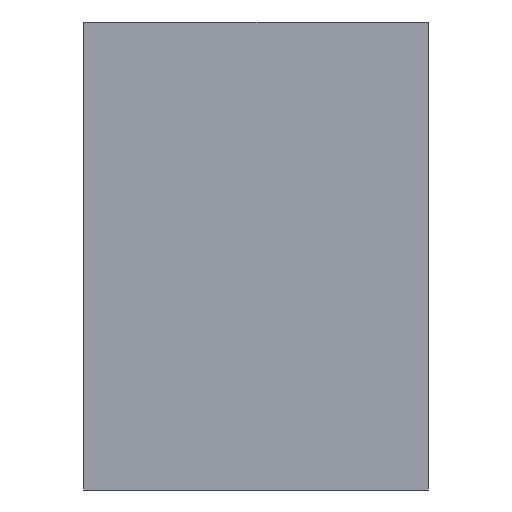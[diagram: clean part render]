
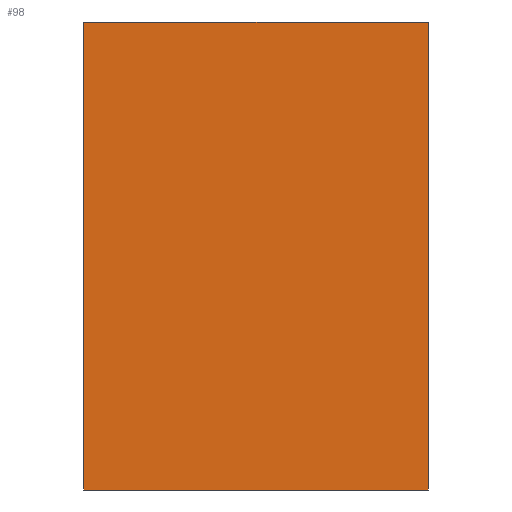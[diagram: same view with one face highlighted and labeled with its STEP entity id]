
A CAD part, left-side view. The second image highlights one B-rep face of the part: STEP entity #98.
In plain terms, the highlighted planar face has unit normal (-1, 0, 0).
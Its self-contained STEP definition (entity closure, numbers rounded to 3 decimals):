
#51 = VECTOR ( 'NONE', #323, 1000. ) ;
#58 = FACE_OUTER_BOUND ( 'NONE', #207, .T. ) ;
#62 = VECTOR ( 'NONE', #243, 1000. ) ;
#63 = AXIS2_PLACEMENT_3D ( 'NONE', #245, #246, #247 ) ;
#66 = VECTOR ( 'NONE', #262, 1000. ) ;
#69 = VECTOR ( 'NONE', #232, 1000. ) ;
#94 = EDGE_CURVE ( 'NONE', #154, #139, #230, .T. ) ;
#97 = EDGE_CURVE ( 'NONE', #154, #146, #241, .T. ) ;
#98 = ADVANCED_FACE ( 'NONE', ( #58 ), #244, .F. ) ;
#102 = EDGE_CURVE ( 'NONE', #146, #149, #260, .T. ) ;
#126 = EDGE_CURVE ( 'NONE', #139, #149, #321, .T. ) ;
#139 = VERTEX_POINT ( 'NONE', #327 ) ;
#146 = VERTEX_POINT ( 'NONE', #333 ) ;
#149 = VERTEX_POINT ( 'NONE', #335 ) ;
#154 = VERTEX_POINT ( 'NONE', #340 ) ;
#199 = ORIENTED_EDGE ( 'NONE', *, *, #97, .F. ) ;
#200 = ORIENTED_EDGE ( 'NONE', *, *, #126, .T. ) ;
#201 = ORIENTED_EDGE ( 'NONE', *, *, #102, .F. ) ;
#202 = ORIENTED_EDGE ( 'NONE', *, *, #94, .T. ) ;
#207 = EDGE_LOOP ( 'NONE', ( #200, #201, #199, #202 ) ) ;
#230 = LINE ( 'NONE', #231, #69 ) ;
#231 = CARTESIAN_POINT ( 'NONE',  ( -54.788, 50., -36.525 ) ) ;
#232 = DIRECTION ( 'NONE',  ( 0., -1., 0. ) ) ;
#241 = LINE ( 'NONE', #242, #62 ) ;
#242 = CARTESIAN_POINT ( 'NONE',  ( -54.788, 50., -36.525 ) ) ;
#243 = DIRECTION ( 'NONE',  ( 0., 0., 1. ) ) ;
#244 = PLANE ( 'NONE',  #63 ) ;
#245 = CARTESIAN_POINT ( 'NONE',  ( -54.788, 50., -36.525 ) ) ;
#246 = DIRECTION ( 'NONE',  ( 1., 0., 0. ) ) ;
#247 = DIRECTION ( 'NONE',  ( 0., 0., -1. ) ) ;
#260 = LINE ( 'NONE', #261, #66 ) ;
#261 = CARTESIAN_POINT ( 'NONE',  ( -54.788, 50., 31.468 ) ) ;
#262 = DIRECTION ( 'NONE',  ( 0., -1., 0. ) ) ;
#321 = LINE ( 'NONE', #322, #51 ) ;
#322 = CARTESIAN_POINT ( 'NONE',  ( -54.788, 0., -36.525 ) ) ;
#323 = DIRECTION ( 'NONE',  ( 0., 0., 1. ) ) ;
#327 = CARTESIAN_POINT ( 'NONE',  ( -54.788, 0., -36.525 ) ) ;
#333 = CARTESIAN_POINT ( 'NONE',  ( -54.788, 50., 31.468 ) ) ;
#335 = CARTESIAN_POINT ( 'NONE',  ( -54.788, 0., 31.468 ) ) ;
#340 = CARTESIAN_POINT ( 'NONE',  ( -54.788, 50., -36.525 ) ) ;
